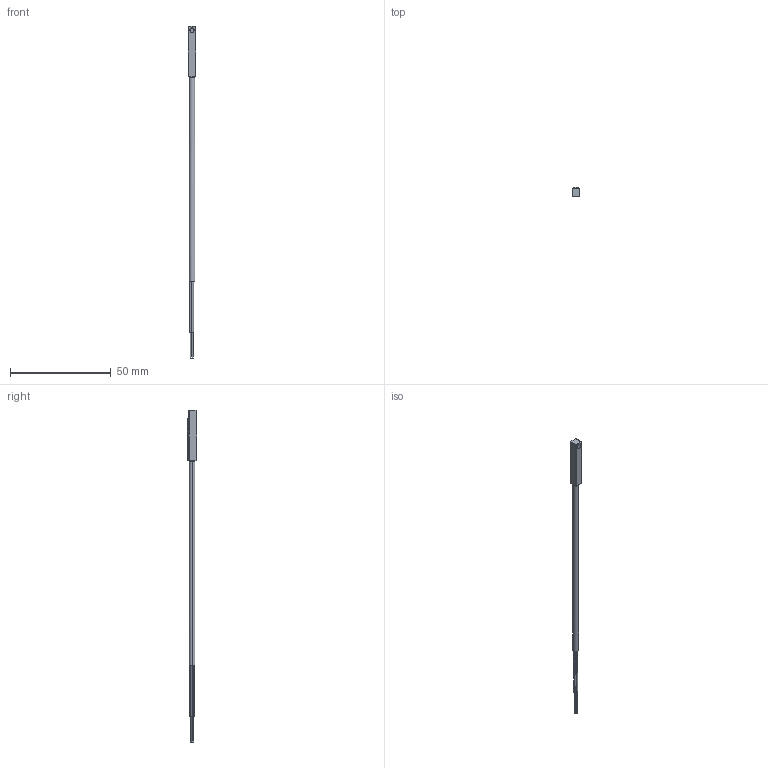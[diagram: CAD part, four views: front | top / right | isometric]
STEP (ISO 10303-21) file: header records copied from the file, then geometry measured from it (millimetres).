
FILE_DESCRIPTION (( 'STEP AP214' ), '1' );
FILE_NAME ('CPS9H-AP-A.STEP', '2015-02-18T19:26:56', ( '' ), ( '' ), 'SwSTEP 2.0', 'SolidWorks 2014', '' );
FILE_SCHEMA (( 'AUTOMOTIVE_DESIGN' ));
Length unit declared in the file: inch
Products named in the file (3): 9H72-000-031SW.igs2_1; 9H72-000-031SW.igs1_1; CPS9H-AP-A
Assembly tree (2 placements, depth 2):
  CPS9H-AP-A
    9H72-000-031SW.igs1_1
    9H72-000-031SW.igs2_1
Bounding box: 3.96 x 4.62 x 165.05 mm (x, y, z)
Volume: 1176.5 mm3; surface area: 1717.9 mm2
Topology: 2 solids, 2 shells, 97 faces, 201 edges, 114 vertices
Faces by surface type: cylinder 41, plane 22, sphere 20, bspline 10, torus 4
Entity records: 3316 total; most frequent: CARTESIAN_POINT 860, DIRECTION 479, ORIENTED_EDGE 402, EDGE_CURVE 201, AXIS2_PLACEMENT_3D 198, VERTEX_POINT 114, CIRCLE 106, EDGE_LOOP 105
